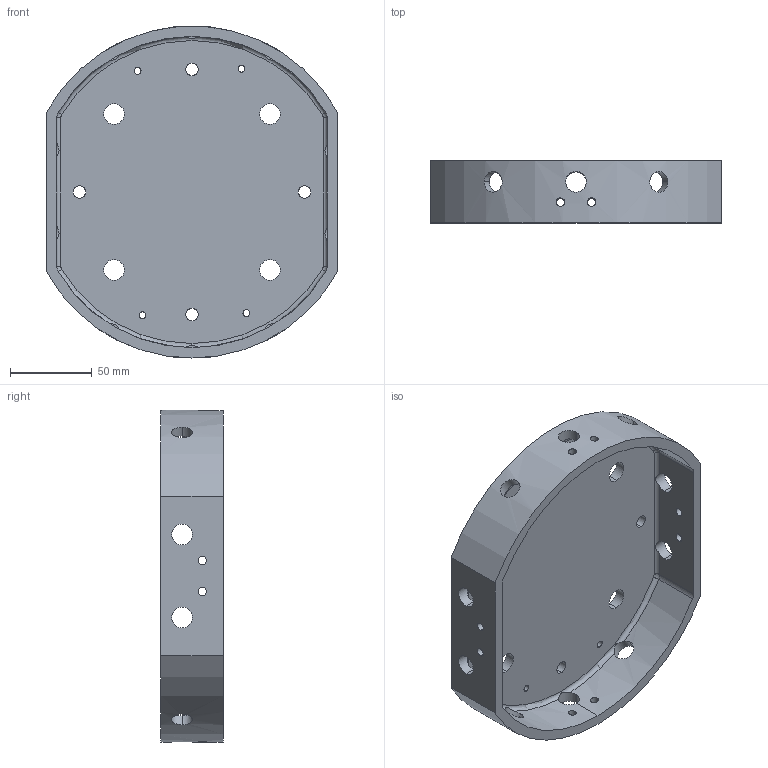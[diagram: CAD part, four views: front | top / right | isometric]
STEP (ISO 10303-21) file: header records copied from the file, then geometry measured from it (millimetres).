
FILE_DESCRIPTION (( 'STEP AP214' ), '1' );
FILE_NAME ('D1002607-v2_aLIGO_SUS_HSTS_ INTERMEDIATE MASS RING FIXTURE.STEP', '2011-11-29T15:47:12', ( '' ), ( '' ), 'SwSTEP 2.0', 'SolidWorks 2012', '' );
FILE_SCHEMA (( 'AUTOMOTIVE_DESIGN' ));
Length unit declared in the file: inch
Products named in the file (1): D1002607-v2_aLIGO_SUS_HSTS_ INTERMEDIATE MASS RING FIXTURE
Bounding box: 178.26 x 38.1 x 203.2 mm (x, y, z)
Volume: 305281.3 mm3; surface area: 105276.8 mm2
Topology: 1 solids, 1 shells, 118 faces, 370 edges, 244 vertices
Faces by surface type: cylinder 80, plane 31, torus 7
Entity records: 6095 total; most frequent: CARTESIAN_POINT 2413, ORIENTED_EDGE 740, DIRECTION 705, EDGE_CURVE 370, AXIS2_PLACEMENT_3D 276, VERTEX_POINT 244, EDGE_LOOP 168, CIRCLE 157
